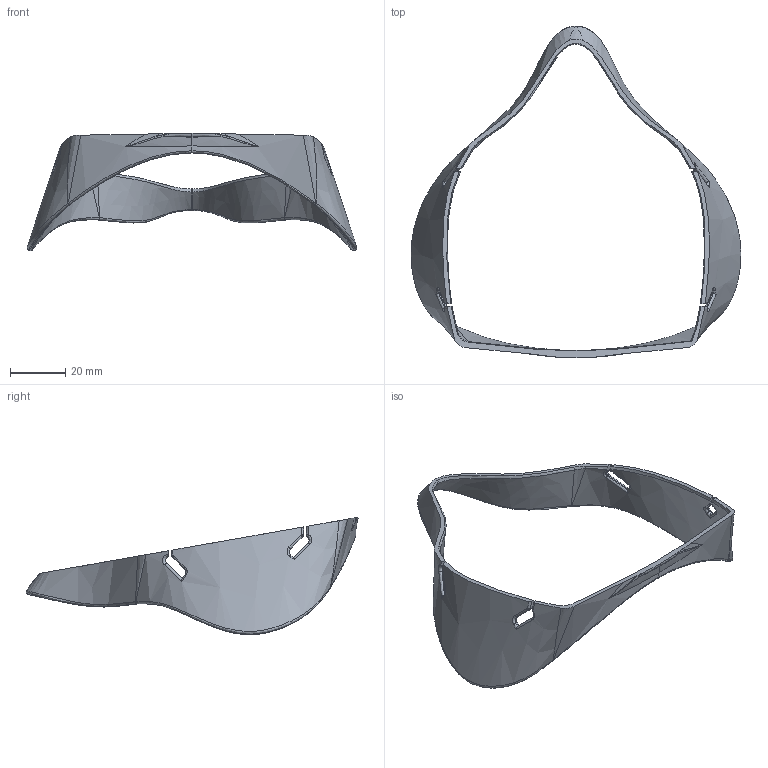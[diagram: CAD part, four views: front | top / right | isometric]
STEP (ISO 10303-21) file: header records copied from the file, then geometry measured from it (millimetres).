
FILE_DESCRIPTION((''),'2;1');
FILE_NAME('SHELL','2020-03-27T05:20:33',('Jason'),(''),'CREO PARAMETRIC BY PTC INC, 2019224','CREO PARAMETRIC BY PTC INC, 2019224','');
FILE_SCHEMA(('CONFIG_CONTROL_DESIGN'));
Length unit declared in the file: millimetre
Products named in the file (1): SHELL
Bounding box: 119.6 x 120.42 x 42.55 mm (x, y, z)
Volume: 14073.9 mm3; surface area: 15479.3 mm2
Topology: 1 solids, 1 shells, 179 faces, 450 edges, 271 vertices
Faces by surface type: bspline 129, plane 24, cylinder 20, sphere 6
Entity records: 15188 total; most frequent: CARTESIAN_POINT 11979, ORIENTED_EDGE 900, EDGE_CURVE 450, B_SPLINE_CURVE_WITH_KNOTS 324, DIRECTION 293, VERTEX_POINT 271, EDGE_LOOP 179, FACE_OUTER_BOUND 179
